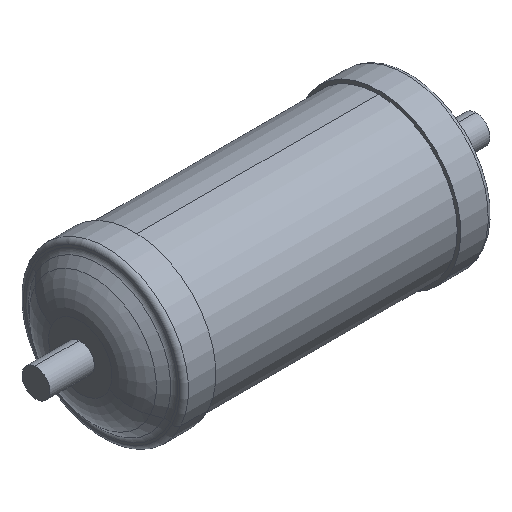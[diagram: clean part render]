
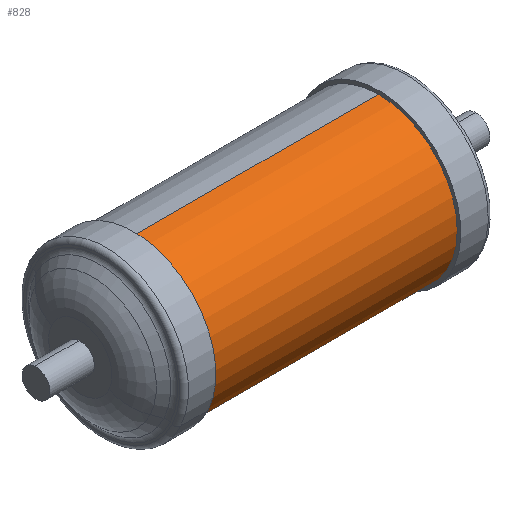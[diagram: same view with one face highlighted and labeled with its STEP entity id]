
A CAD part, isometric view. The second image highlights one B-rep face of the part: STEP entity #828.
In plain terms, the highlighted cylindrical face has radius 44.45 mm (diameter 88.9 mm), a partial arc.
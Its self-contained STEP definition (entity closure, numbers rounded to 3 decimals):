
#32 = CARTESIAN_POINT ( 'NONE',  ( -69., 0., -44.45 ) ) ;
#54 = AXIS2_PLACEMENT_3D ( 'NONE', #1002, #481, #400 ) ;
#92 = DIRECTION ( 'NONE',  ( -1., 0., 0. ) ) ;
#130 = VECTOR ( 'NONE', #401, 1000. ) ;
#144 = LINE ( 'NONE', #590, #130 ) ;
#319 = LINE ( 'NONE', #1003, #976 ) ;
#349 = VERTEX_POINT ( 'NONE', #600 ) ;
#351 = CARTESIAN_POINT ( 'NONE',  ( 69., 0., 0. ) ) ;
#400 = DIRECTION ( 'NONE',  ( 0., 1., 0. ) ) ;
#401 = DIRECTION ( 'NONE',  ( -1., 0., 0. ) ) ;
#404 = ORIENTED_EDGE ( 'NONE', *, *, #1024, .T. ) ;
#429 = CIRCLE ( 'NONE', #1073, 44.45 ) ;
#481 = DIRECTION ( 'NONE',  ( 1., 0., 0. ) ) ;
#590 = CARTESIAN_POINT ( 'NONE',  ( 85.5, 0., 44.45 ) ) ;
#597 = AXIS2_PLACEMENT_3D ( 'NONE', #598, #1123, #1130 ) ;
#598 = CARTESIAN_POINT ( 'NONE',  ( 85.5, 0., 0. ) ) ;
#600 = CARTESIAN_POINT ( 'NONE',  ( 69., 0., -44.45 ) ) ;
#633 = VERTEX_POINT ( 'NONE', #32 ) ;
#645 = DIRECTION ( 'NONE',  ( 0., -1., 0. ) ) ;
#650 = ORIENTED_EDGE ( 'NONE', *, *, #672, .F. ) ;
#672 = EDGE_CURVE ( 'NONE', #349, #633, #319, .T. ) ;
#676 = DIRECTION ( 'NONE',  ( -1., 0., 0. ) ) ;
#704 = EDGE_CURVE ( 'NONE', #1012, #988, #144, .T. ) ;
#707 = CARTESIAN_POINT ( 'NONE',  ( -69., 0., 44.45 ) ) ;
#753 = ORIENTED_EDGE ( 'NONE', *, *, #704, .T. ) ;
#767 = FACE_OUTER_BOUND ( 'NONE', #973, .T. ) ;
#784 = CYLINDRICAL_SURFACE ( 'NONE', #597, 44.45 ) ;
#819 = CARTESIAN_POINT ( 'NONE',  ( 69., 0., 44.45 ) ) ;
#828 = ADVANCED_FACE ( 'NONE', ( #767 ), #784, .T. ) ;
#872 = EDGE_CURVE ( 'NONE', #349, #1012, #429, .T. ) ;
#962 = CIRCLE ( 'NONE', #54, 44.45 ) ;
#973 = EDGE_LOOP ( 'NONE', ( #650, #1119, #753, #404 ) ) ;
#976 = VECTOR ( 'NONE', #676, 1000. ) ;
#988 = VERTEX_POINT ( 'NONE', #707 ) ;
#1002 = CARTESIAN_POINT ( 'NONE',  ( -69., 0., 0. ) ) ;
#1003 = CARTESIAN_POINT ( 'NONE',  ( 85.5, 0., -44.45 ) ) ;
#1012 = VERTEX_POINT ( 'NONE', #819 ) ;
#1024 = EDGE_CURVE ( 'NONE', #988, #633, #962, .T. ) ;
#1073 = AXIS2_PLACEMENT_3D ( 'NONE', #351, #92, #645 ) ;
#1119 = ORIENTED_EDGE ( 'NONE', *, *, #872, .T. ) ;
#1123 = DIRECTION ( 'NONE',  ( -1., 0., 0. ) ) ;
#1130 = DIRECTION ( 'NONE',  ( 0., 0., 1. ) ) ;
